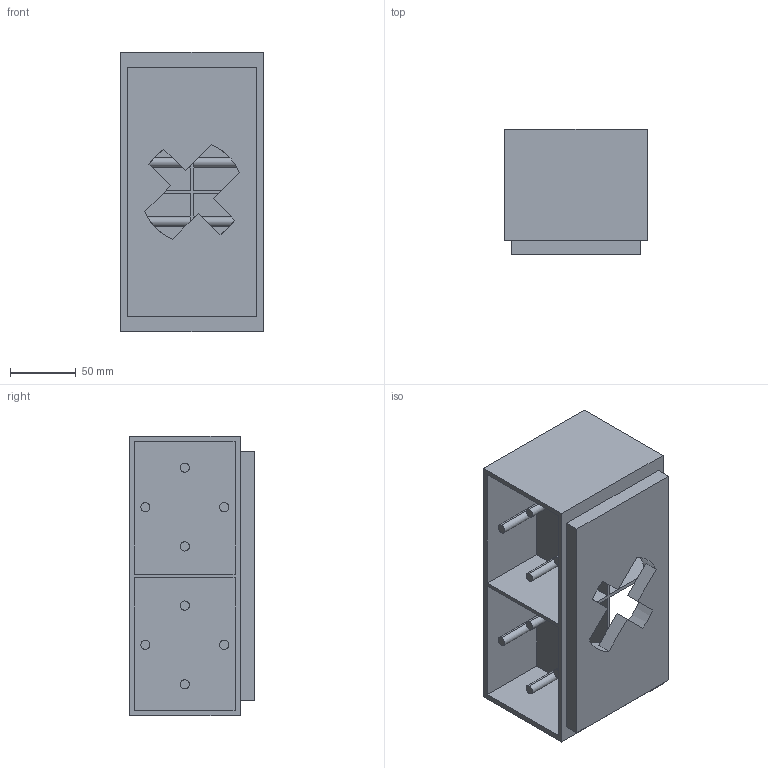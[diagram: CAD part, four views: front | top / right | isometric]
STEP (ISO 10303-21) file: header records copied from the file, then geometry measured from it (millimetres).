
FILE_DESCRIPTION((''),'2;1');
FILE_NAME('GBZ49005KUN','2022-10-17T14:50:03',('wilhelo'),(''),'CREO PARAMETRIC BY PTC INC, 2022024','CREO PARAMETRIC BY PTC INC, 2022024','');
FILE_SCHEMA(('AUTOMOTIVE_DESIGN { 1 0 10303 214 1 1 1 1 }'));
Length unit declared in the file: millimetre
Products named in the file (1): GBZ49005KUN
Bounding box: 108.8 x 95.5 x 213 mm (x, y, z)
Volume: 496653.3 mm3; surface area: 197766.8 mm2
Topology: 1 solids, 1 shells, 94 faces, 226 edges, 148 vertices
Faces by surface type: plane 60, cylinder 34
Entity records: 5506 total; most frequent: CARTESIAN_POINT 2010, DIRECTION 666, ORIENTED_EDGE 452, AXIS2_PLACEMENT_3D 239, EDGE_CURVE 226, COLOUR_RGB 209, VECTOR 161, LINE 161
